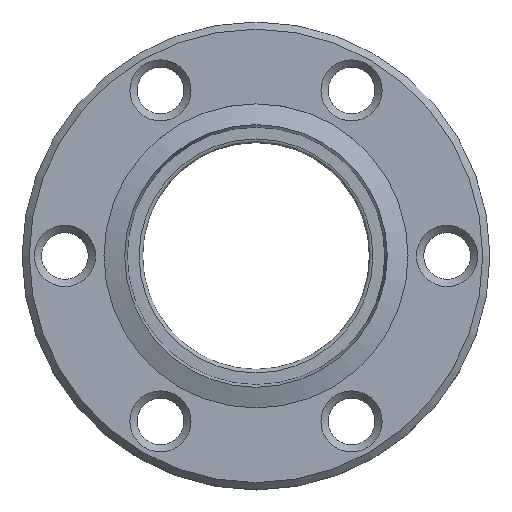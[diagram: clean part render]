
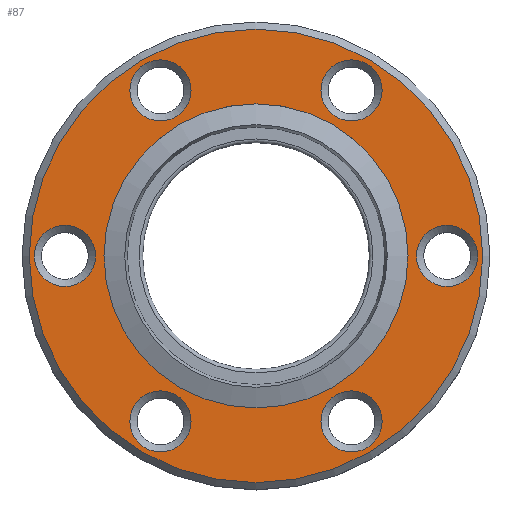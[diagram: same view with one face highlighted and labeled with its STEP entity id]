
A CAD part, top view. The second image highlights one B-rep face of the part: STEP entity #87.
In plain terms, the highlighted planar face has unit normal (0, 0, 1).
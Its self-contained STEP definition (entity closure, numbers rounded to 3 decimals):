
#87 = ADVANCED_FACE( '', ( #155, #156, #157, #158, #159, #160, #161, #162 ), #163, .F. );
#155 = FACE_BOUND( '', #278, .T. );
#156 = FACE_BOUND( '', #279, .T. );
#157 = FACE_BOUND( '', #280, .T. );
#158 = FACE_BOUND( '', #281, .T. );
#159 = FACE_BOUND( '', #282, .T. );
#160 = FACE_BOUND( '', #283, .T. );
#161 = FACE_OUTER_BOUND( '', #284, .T. );
#162 = FACE_BOUND( '', #285, .T. );
#163 = PLANE( '', #286 );
#278 = EDGE_LOOP( '', ( #425 ) );
#279 = EDGE_LOOP( '', ( #426 ) );
#280 = EDGE_LOOP( '', ( #427 ) );
#281 = EDGE_LOOP( '', ( #428 ) );
#282 = EDGE_LOOP( '', ( #429 ) );
#283 = EDGE_LOOP( '', ( #430 ) );
#284 = EDGE_LOOP( '', ( #431 ) );
#285 = EDGE_LOOP( '', ( #432 ) );
#286 = AXIS2_PLACEMENT_3D( '', #433, #434, #435 );
#425 = ORIENTED_EDGE( '', *, *, #559, .T. );
#426 = ORIENTED_EDGE( '', *, *, #578, .T. );
#427 = ORIENTED_EDGE( '', *, *, #579, .T. );
#428 = ORIENTED_EDGE( '', *, *, #580, .T. );
#429 = ORIENTED_EDGE( '', *, *, #581, .T. );
#430 = ORIENTED_EDGE( '', *, *, #582, .T. );
#431 = ORIENTED_EDGE( '', *, *, #564, .T. );
#432 = ORIENTED_EDGE( '', *, *, #583, .F. );
#433 = CARTESIAN_POINT( '', ( 0., 0., 3.81 ) );
#434 = DIRECTION( '', ( 0., 0., -1. ) );
#435 = DIRECTION( '', ( -1., 0., 0. ) );
#559 = EDGE_CURVE( '', #605, #605, #606, .T. );
#564 = EDGE_CURVE( '', #615, #615, #616, .F. );
#578 = EDGE_CURVE( '', #643, #643, #644, .T. );
#579 = EDGE_CURVE( '', #645, #645, #646, .T. );
#580 = EDGE_CURVE( '', #647, #647, #648, .T. );
#581 = EDGE_CURVE( '', #649, #649, #650, .T. );
#582 = EDGE_CURVE( '', #651, #651, #652, .T. );
#583 = EDGE_CURVE( '', #653, #653, #654, .T. );
#605 = VERTEX_POINT( '', #691 );
#606 = CIRCLE( '', #692, 2.158 );
#615 = VERTEX_POINT( '', #701 );
#616 = CIRCLE( '', #702, 16.002 );
#643 = VERTEX_POINT( '', #729 );
#644 = CIRCLE( '', #730, 2.158 );
#645 = VERTEX_POINT( '', #731 );
#646 = CIRCLE( '', #732, 2.158 );
#647 = VERTEX_POINT( '', #733 );
#648 = CIRCLE( '', #734, 2.158 );
#649 = VERTEX_POINT( '', #735 );
#650 = CIRCLE( '', #736, 2.158 );
#651 = VERTEX_POINT( '', #737 );
#652 = CIRCLE( '', #738, 2.158 );
#653 = VERTEX_POINT( '', #739 );
#654 = CIRCLE( '', #740, 10.732 );
#691 = CARTESIAN_POINT( '', ( 4.586, 11.68, 3.81 ) );
#692 = AXIS2_PLACEMENT_3D( '', #780, #781, #782 );
#701 = CARTESIAN_POINT( '', ( -16.002, 0., 3.81 ) );
#702 = AXIS2_PLACEMENT_3D( '', #795, #796, #797 );
#729 = CARTESIAN_POINT( '', ( 11.329, 0., 3.81 ) );
#730 = AXIS2_PLACEMENT_3D( '', #837, #838, #839 );
#731 = CARTESIAN_POINT( '', ( 4.586, -11.68, 3.81 ) );
#732 = AXIS2_PLACEMENT_3D( '', #840, #841, #842 );
#733 = CARTESIAN_POINT( '', ( -8.902, -11.68, 3.81 ) );
#734 = AXIS2_PLACEMENT_3D( '', #843, #844, #845 );
#735 = CARTESIAN_POINT( '', ( -15.645, 0., 3.81 ) );
#736 = AXIS2_PLACEMENT_3D( '', #846, #847, #848 );
#737 = CARTESIAN_POINT( '', ( -8.902, 11.68, 3.81 ) );
#738 = AXIS2_PLACEMENT_3D( '', #849, #850, #851 );
#739 = CARTESIAN_POINT( '', ( 10.732, 0., 3.81 ) );
#740 = AXIS2_PLACEMENT_3D( '', #852, #853, #854 );
#780 = CARTESIAN_POINT( '', ( 6.744, 11.68, 3.81 ) );
#781 = DIRECTION( '', ( 0., 0., -1. ) );
#782 = DIRECTION( '', ( -1., 0., 0. ) );
#795 = CARTESIAN_POINT( '', ( 0., 0., 3.81 ) );
#796 = DIRECTION( '', ( 0., 0., -1. ) );
#797 = DIRECTION( '', ( -1., 0., 0. ) );
#837 = CARTESIAN_POINT( '', ( 13.487, 0., 3.81 ) );
#838 = DIRECTION( '', ( 0., 0., -1. ) );
#839 = DIRECTION( '', ( -1., 0., 0. ) );
#840 = CARTESIAN_POINT( '', ( 6.744, -11.68, 3.81 ) );
#841 = DIRECTION( '', ( 0., 0., -1. ) );
#842 = DIRECTION( '', ( -1., 0., 0. ) );
#843 = CARTESIAN_POINT( '', ( -6.744, -11.68, 3.81 ) );
#844 = DIRECTION( '', ( 0., 0., -1. ) );
#845 = DIRECTION( '', ( -1., 0., 0. ) );
#846 = CARTESIAN_POINT( '', ( -13.487, 0., 3.81 ) );
#847 = DIRECTION( '', ( 0., 0., -1. ) );
#848 = DIRECTION( '', ( -1., 0., 0. ) );
#849 = CARTESIAN_POINT( '', ( -6.744, 11.68, 3.81 ) );
#850 = DIRECTION( '', ( 0., 0., -1. ) );
#851 = DIRECTION( '', ( -1., 0., 0. ) );
#852 = CARTESIAN_POINT( '', ( 0., 0., 3.81 ) );
#853 = DIRECTION( '', ( 0., 0., 1. ) );
#854 = DIRECTION( '', ( 1., 0., 0. ) );
